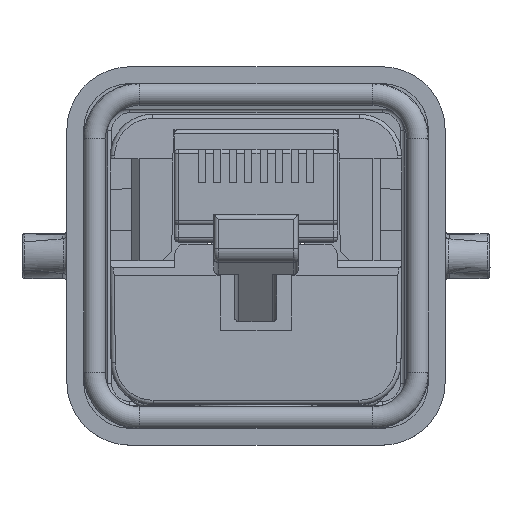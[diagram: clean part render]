
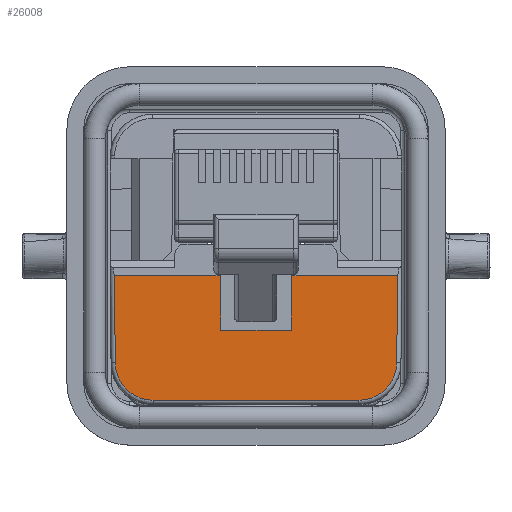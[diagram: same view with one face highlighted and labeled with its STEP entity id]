
A CAD part, top view. The second image highlights one B-rep face of the part: STEP entity #26008.
In plain terms, the highlighted planar face has unit normal (0, -0.009, 1).
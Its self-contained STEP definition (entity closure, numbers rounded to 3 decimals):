
#5325=DIRECTION('',(0.017,-1.,-0.009));
#5326=VECTOR('',#5325,3.901);
#5327=CARTESIAN_POINT('',(-2.568,-1.39,-3.6));
#5328=LINE('',#5327,#5326);
#5381=DIRECTION('',(-0.017,-1.,-0.009));
#5382=VECTOR('',#5381,3.901);
#5383=CARTESIAN_POINT('',(2.568,-1.39,-3.6));
#5384=LINE('',#5383,#5382);
#5397=CARTESIAN_POINT('',(10.1,-1.39,
-3.6));
#7739=DIRECTION('',(1.,0.,0.));
#7740=VECTOR('',#7739,14.692);
#7741=CARTESIAN_POINT('',(-7.346,-10.293,
-3.678));
#7742=LINE('',#7741,#7740);
#7748=CARTESIAN_POINT('',(-7.346,-7.593,
-3.654));
#7749=DIRECTION('',(0.,-0.009,1.));
#7750=DIRECTION('',(-1.,-0.009,0.));
#7751=AXIS2_PLACEMENT_3D('',#7748,#7749,#7750);
#7753=DIRECTION('',(0.009,-1.,-0.009));
#7754=VECTOR('',#7753,6.227);
#7755=CARTESIAN_POINT('',(-10.1,-1.39,
-3.6));
#7756=LINE('',#7755,#7754);
#7757=DIRECTION('',(-1.,0.,0.));
#7758=VECTOR('',#7757,7.532);
#7759=CARTESIAN_POINT('',(-2.568,-1.39,-3.6));
#7760=LINE('',#7759,#7758);
#7761=DIRECTION('',(-1.,0.,0.));
#7762=VECTOR('',#7761,5.);
#7763=CARTESIAN_POINT('',(2.5,-5.29,-3.634));
#7764=LINE('',#7763,#7762);
#7765=DIRECTION('',(-1.,0.,0.));
#7766=VECTOR('',#7765,7.532);
#7767=CARTESIAN_POINT('',(10.1,-1.39,
-3.6));
#7768=LINE('',#7767,#7766);
#7769=DIRECTION('',(0.009,1.,0.009));
#7770=VECTOR('',#7769,6.227);
#7771=CARTESIAN_POINT('',(10.046,-7.616,
-3.654));
#7772=LINE('',#7771,#7770);
#7773=CARTESIAN_POINT('',(7.346,-7.593,
-3.654));
#7774=DIRECTION('',(0.,-0.009,1.));
#7775=DIRECTION('',(0.,-1.,-0.009));
#7776=AXIS2_PLACEMENT_3D('',#7773,#7774,#7775);
#14219=CARTESIAN_POINT('',(2.568,-1.39,-3.6));
#14221=VERTEX_POINT('',#14219);
#14228=CARTESIAN_POINT('',(2.5,-5.29,-3.634));
#14229=VERTEX_POINT('',#14228);
#14236=VERTEX_POINT('',#5397);
#14402=CARTESIAN_POINT('',(-2.568,-1.39,-3.6));
#14404=VERTEX_POINT('',#14402);
#14406=CARTESIAN_POINT('',(-10.1,-1.39,
-3.6));
#14407=VERTEX_POINT('',#14406);
#14418=CARTESIAN_POINT('',(-2.5,-5.29,-3.634));
#14419=VERTEX_POINT('',#14418);
#14430=CARTESIAN_POINT('',(-10.046,-7.616,
-3.654));
#14431=CARTESIAN_POINT('',(-7.346,-10.293,
-3.678));
#14432=VERTEX_POINT('',#14430);
#14433=VERTEX_POINT('',#14431);
#14434=CARTESIAN_POINT('',(10.046,-7.616,
-3.654));
#14435=VERTEX_POINT('',#14434);
#14436=CARTESIAN_POINT('',(7.346,-10.293,
-3.678));
#14437=VERTEX_POINT('',#14436);
#25990=CARTESIAN_POINT('',(0.,-5.841,-3.639));
#25991=DIRECTION('',(0.,-0.009,1.));
#25992=DIRECTION('',(-1.,0.,0.));
#25993=AXIS2_PLACEMENT_3D('',#25990,#25991,#25992);
#25994=PLANE('',#25993);
#25995=ORIENTED_EDGE('',*,*,#25970,.F.);
#25996=ORIENTED_EDGE('',*,*,#25981,.F.);
#25997=ORIENTED_EDGE('',*,*,#22785,.F.);
#25998=ORIENTED_EDGE('',*,*,#22811,.T.);
#26000=ORIENTED_EDGE('',*,*,#25999,.F.);
#26001=ORIENTED_EDGE('',*,*,#22884,.F.);
#26002=ORIENTED_EDGE('',*,*,#22910,.F.);
#26003=ORIENTED_EDGE('',*,*,#25867,.F.);
#26004=ORIENTED_EDGE('',*,*,#25884,.F.);
#26005=ORIENTED_EDGE('',*,*,#25956,.F.);
#26006=EDGE_LOOP('',(#25995,#25996,#25997,#25998,#26000,#26001,#26002,#26003,
#26004,#26005));
#26007=FACE_OUTER_BOUND('',#26006,.F.);
#26008=ADVANCED_FACE('',(#26007),#25994,.T.);
#7752=CIRCLE('',#7751,2.7);
#7777=CIRCLE('',#7776,2.7);
#22785=EDGE_CURVE('',#14404,#14407,#7760,.T.);
#22811=EDGE_CURVE('',#14404,#14419,#5328,.T.);
#22884=EDGE_CURVE('',#14221,#14229,#5384,.T.);
#22910=EDGE_CURVE('',#14236,#14221,#7768,.T.);
#25867=EDGE_CURVE('',#14435,#14236,#7772,.T.);
#25884=EDGE_CURVE('',#14437,#14435,#7777,.T.);
#25956=EDGE_CURVE('',#14433,#14437,#7742,.T.);
#25970=EDGE_CURVE('',#14432,#14433,#7752,.T.);
#25981=EDGE_CURVE('',#14407,#14432,#7756,.T.);
#25999=EDGE_CURVE('',#14229,#14419,#7764,.T.);
